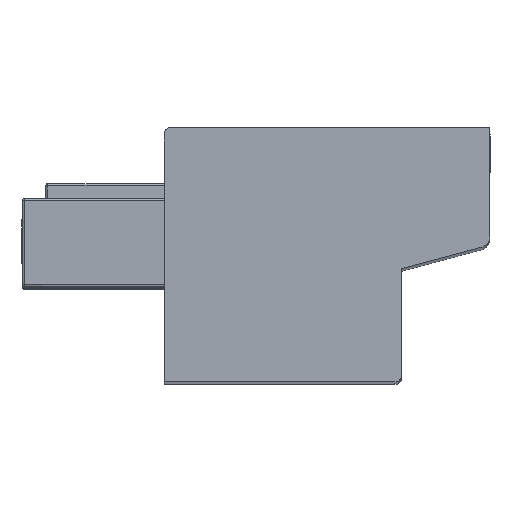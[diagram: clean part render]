
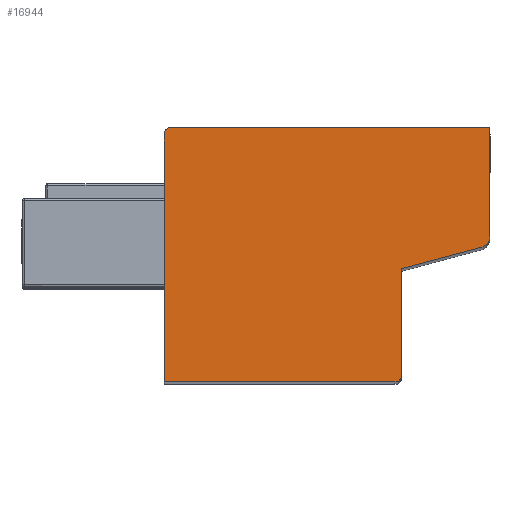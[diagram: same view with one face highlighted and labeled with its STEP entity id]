
A CAD part, top view. The second image highlights one B-rep face of the part: STEP entity #16944.
In plain terms, the highlighted planar face has unit normal (0, 0, 1).
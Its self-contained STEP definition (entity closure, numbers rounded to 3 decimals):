
#30 = AXIS2_PLACEMENT_3D ( 'NONE', #32720, #23438, #41741 ) ;
#1656 = CARTESIAN_POINT ( 'NONE',  ( 0., 0., 38.89 ) ) ;
#2537 = CARTESIAN_POINT ( 'NONE',  ( 0., 4.4, 38.89 ) ) ;
#3068 = VECTOR ( 'NONE', #8553, 1000. ) ;
#3638 = VECTOR ( 'NONE', #53034, 1000. ) ;
#4721 = ORIENTED_EDGE ( 'NONE', *, *, #5174, .T. ) ;
#5025 = ORIENTED_EDGE ( 'NONE', *, *, #44637, .T. ) ;
#5174 = EDGE_CURVE ( 'NONE', #46224, #9888, #15371, .T. ) ;
#5851 = EDGE_CURVE ( 'NONE', #39896, #11540, #18073, .T. ) ;
#6306 = LINE ( 'NONE', #42521, #9921 ) ;
#7238 = CARTESIAN_POINT ( 'NONE',  ( 15.1, 6.732, 38.89 ) ) ;
#7998 = ORIENTED_EDGE ( 'NONE', *, *, #26713, .F. ) ;
#8553 = DIRECTION ( 'NONE',  ( 0., 1., 0. ) ) ;
#9888 = VERTEX_POINT ( 'NONE', #47699 ) ;
#9921 = VECTOR ( 'NONE', #52192, 1000. ) ;
#10602 = DIRECTION ( 'NONE',  ( 0., -1., 0. ) ) ;
#11540 = VERTEX_POINT ( 'NONE', #1656 ) ;
#12115 = AXIS2_PLACEMENT_3D ( 'NONE', #47159, #37163, #37562 ) ;
#15371 = LINE ( 'NONE', #50370, #3068 ) ;
#15690 = CARTESIAN_POINT ( 'NONE',  ( 14.729, 6.249, 38.89 ) ) ;
#15977 = VECTOR ( 'NONE', #22204, 1000. ) ;
#16007 = LINE ( 'NONE', #47763, #38366 ) ;
#16944 = ADVANCED_FACE ( 'NONE', ( #24595 ), #48646, .F. ) ;
#18073 = LINE ( 'NONE', #43749, #3638 ) ;
#18258 = CARTESIAN_POINT ( 'NONE',  ( 11., 5.25, 38.89 ) ) ;
#19523 = VERTEX_POINT ( 'NONE', #19778 ) ;
#19778 = CARTESIAN_POINT ( 'NONE',  ( 11., 0.3, 38.89 ) ) ;
#20573 = EDGE_CURVE ( 'NONE', #46224, #26558, #35550, .T. ) ;
#22204 = DIRECTION ( 'NONE',  ( -1., 0., 0. ) ) ;
#23438 = DIRECTION ( 'NONE',  ( 0., 0., -1. ) ) ;
#24163 = ORIENTED_EDGE ( 'NONE', *, *, #5851, .F. ) ;
#24595 = FACE_OUTER_BOUND ( 'NONE', #34652, .T. ) ;
#24923 = CARTESIAN_POINT ( 'NONE',  ( 0.3, 11.5, 38.89 ) ) ;
#25016 = VERTEX_POINT ( 'NONE', #18258 ) ;
#25385 = DIRECTION ( 'NONE',  ( 0., 0., -1. ) ) ;
#26461 = CARTESIAN_POINT ( 'NONE',  ( 0., 11.5, 38.89 ) ) ;
#26558 = VERTEX_POINT ( 'NONE', #15690 ) ;
#26713 = EDGE_CURVE ( 'NONE', #19523, #39896, #42666, .T. ) ;
#30175 = DIRECTION ( 'NONE',  ( 0., 1., 0. ) ) ;
#30305 = CIRCLE ( 'NONE', #42063, 0.3 ) ;
#30470 = AXIS2_PLACEMENT_3D ( 'NONE', #43650, #25385, #57952 ) ;
#32074 = ORIENTED_EDGE ( 'NONE', *, *, #41245, .F. ) ;
#32483 = VECTOR ( 'NONE', #30175, 1000. ) ;
#32720 = CARTESIAN_POINT ( 'NONE',  ( 10.7, 0.3, 38.89 ) ) ;
#33234 = LINE ( 'NONE', #2537, #32483 ) ;
#34652 = EDGE_LOOP ( 'NONE', ( #5025, #54054, #35286, #24163, #7998, #48096, #32074, #44718, #4721 ) ) ;
#34667 = VERTEX_POINT ( 'NONE', #26461 ) ;
#35286 = ORIENTED_EDGE ( 'NONE', *, *, #48845, .F. ) ;
#35550 = CIRCLE ( 'NONE', #12115, 0.5 ) ;
#37015 = CARTESIAN_POINT ( 'NONE',  ( 0.3, 11.8, 38.89 ) ) ;
#37163 = DIRECTION ( 'NONE',  ( 0., 0., -1. ) ) ;
#37562 = DIRECTION ( 'NONE',  ( -1., 0., 0. ) ) ;
#38366 = VECTOR ( 'NONE', #10602, 1000. ) ;
#38995 = DIRECTION ( 'NONE',  ( 0., 0., -1. ) ) ;
#39896 = VERTEX_POINT ( 'NONE', #40415 ) ;
#40415 = CARTESIAN_POINT ( 'NONE',  ( 10.7, 0., 38.89 ) ) ;
#40548 = CARTESIAN_POINT ( 'NONE',  ( 13.5, 11.8, 38.89 ) ) ;
#41245 = EDGE_CURVE ( 'NONE', #26558, #25016, #6306, .T. ) ;
#41741 = DIRECTION ( 'NONE',  ( -1., 0., 0. ) ) ;
#42063 = AXIS2_PLACEMENT_3D ( 'NONE', #24923, #38995, #52888 ) ;
#42521 = CARTESIAN_POINT ( 'NONE',  ( 14.729, 6.249, 38.89 ) ) ;
#42666 = CIRCLE ( 'NONE', #30, 0.3 ) ;
#43650 = CARTESIAN_POINT ( 'NONE',  ( -6.6, 0., 38.89 ) ) ;
#43749 = CARTESIAN_POINT ( 'NONE',  ( -6.6, 0., 38.89 ) ) ;
#44637 = EDGE_CURVE ( 'NONE', #9888, #46464, #51241, .T. ) ;
#44718 = ORIENTED_EDGE ( 'NONE', *, *, #20573, .F. ) ;
#46224 = VERTEX_POINT ( 'NONE', #7238 ) ;
#46464 = VERTEX_POINT ( 'NONE', #37015 ) ;
#47159 = CARTESIAN_POINT ( 'NONE',  ( 14.6, 6.732, 38.89 ) ) ;
#47699 = CARTESIAN_POINT ( 'NONE',  ( 15.1, 11.8, 38.89 ) ) ;
#47763 = CARTESIAN_POINT ( 'NONE',  ( 11., 0., 38.89 ) ) ;
#48096 = ORIENTED_EDGE ( 'NONE', *, *, #53910, .F. ) ;
#48646 = PLANE ( 'NONE',  #30470 ) ;
#48845 = EDGE_CURVE ( 'NONE', #11540, #34667, #33234, .T. ) ;
#50370 = CARTESIAN_POINT ( 'NONE',  ( 15.1, 6.732, 38.89 ) ) ;
#51241 = LINE ( 'NONE', #40548, #15977 ) ;
#52192 = DIRECTION ( 'NONE',  ( -0.966, -0.259, 0. ) ) ;
#52888 = DIRECTION ( 'NONE',  ( -1., 0., 0. ) ) ;
#53034 = DIRECTION ( 'NONE',  ( -1., 0., 0. ) ) ;
#53910 = EDGE_CURVE ( 'NONE', #25016, #19523, #16007, .T. ) ;
#54054 = ORIENTED_EDGE ( 'NONE', *, *, #54908, .F. ) ;
#54908 = EDGE_CURVE ( 'NONE', #34667, #46464, #30305, .T. ) ;
#57952 = DIRECTION ( 'NONE',  ( -1., 0., 0. ) ) ;
